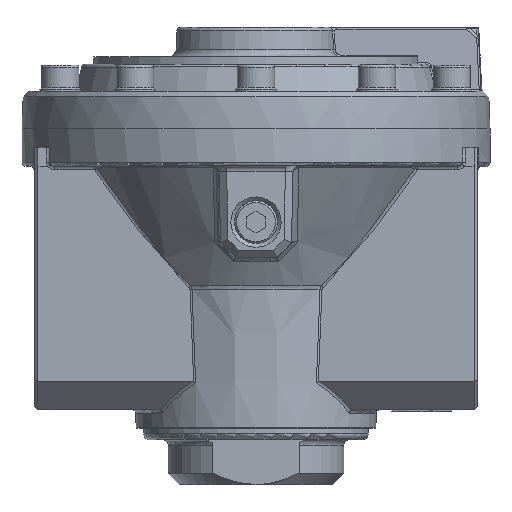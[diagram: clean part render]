
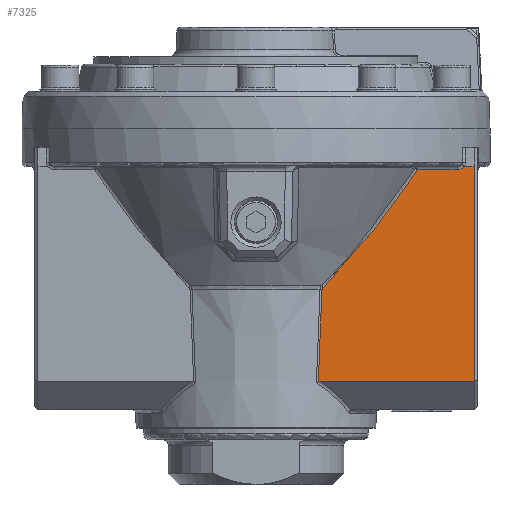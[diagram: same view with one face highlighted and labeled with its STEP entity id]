
A CAD part, top view. The second image highlights one B-rep face of the part: STEP entity #7325.
In plain terms, the highlighted planar face has unit normal (0, -0.018, 1).
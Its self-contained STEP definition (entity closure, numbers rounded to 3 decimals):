
#231=B_SPLINE_CURVE_WITH_KNOTS('',3,(#12936,#12937,#12938,#12939),
 .UNSPECIFIED.,.F.,.F.,(4,4),(1.324,3.775),
 .UNSPECIFIED.);
#234=B_SPLINE_CURVE_WITH_KNOTS('',3,(#12967,#12968,#12969,#12970),
 .UNSPECIFIED.,.F.,.F.,(4,4),(1.315,1.324),
 .UNSPECIFIED.);
#239=B_SPLINE_CURVE_WITH_KNOTS('',3,(#13045,#13046,#13047,#13048,#13049,
#13050),.UNSPECIFIED.,.F.,.F.,(4,2,4),(0.,0.044,0.054),
 .UNSPECIFIED.);
#256=B_SPLINE_CURVE_WITH_KNOTS('',3,(#13341,#13342,#13343,#13344,#13345),
 .UNSPECIFIED.,.F.,.F.,(4,1,4),(0.,0.036,0.084),
 .UNSPECIFIED.);
#258=B_SPLINE_CURVE_WITH_KNOTS('',3,(#13397,#13398,#13399,#13400,#13401,
#13402,#13403,#13404),.UNSPECIFIED.,.F.,.F.,(4,1,1,1,1,4),(0.,0.575,
1.151,2.301,3.452,4.027),
 .UNSPECIFIED.);
#262=B_SPLINE_CURVE_WITH_KNOTS('',3,(#13472,#13473,#13474,#13475,#13476,
#13477,#13478),.UNSPECIFIED.,.F.,.F.,(4,3,4),(0.372,0.373,
0.375),.UNSPECIFIED.);
#264=B_SPLINE_CURVE_WITH_KNOTS('',3,(#13520,#13521,#13522,#13523,#13524),
 .UNSPECIFIED.,.F.,.F.,(4,1,4),(0.,0.131,
0.228),.UNSPECIFIED.);
#265=B_SPLINE_CURVE_WITH_KNOTS('',3,(#13525,#13526,#13527,#13528),
 .UNSPECIFIED.,.F.,.F.,(4,4),(-0.228,-0.228),
 .UNSPECIFIED.);
#544=PLANE('',#7965);
#960=FACE_OUTER_BOUND('',#1393,.T.);
#1393=EDGE_LOOP('',(#6219,#6220,#6221,#6222,#6223,#6224,#6225,#6226,#6227,
#6228,#6229,#6230));
#1802=LINE('',#13482,#2316);
#1846=LINE('',#15332,#2360);
#1874=LINE('',#15388,#2388);
#1875=LINE('',#15390,#2389);
#2316=VECTOR('',#9252,10.);
#2360=VECTOR('',#9486,10.);
#2388=VECTOR('',#9522,10.);
#2389=VECTOR('',#9525,10.);
#3234=VERTEX_POINT('',#12934);
#3235=VERTEX_POINT('',#12935);
#3238=VERTEX_POINT('',#12947);
#3242=VERTEX_POINT('',#13039);
#3258=VERTEX_POINT('',#13333);
#3260=VERTEX_POINT('',#13386);
#3262=VERTEX_POINT('',#13427);
#3266=VERTEX_POINT('',#13440);
#3267=VERTEX_POINT('',#13481);
#3268=VERTEX_POINT('',#13519);
#3388=VERTEX_POINT('',#15324);
#3390=VERTEX_POINT('',#15330);
#4118=EDGE_CURVE('',#3234,#3235,#231,.T.);
#4122=EDGE_CURVE('',#3238,#3234,#234,.T.);
#4127=EDGE_CURVE('',#3242,#3238,#239,.T.);
#4151=EDGE_CURVE('',#3235,#3258,#256,.T.);
#4154=EDGE_CURVE('',#3258,#3260,#258,.T.);
#4160=EDGE_CURVE('',#3266,#3262,#262,.T.);
#4162=EDGE_CURVE('',#3260,#3267,#1802,.T.);
#4165=EDGE_CURVE('',#3267,#3268,#264,.T.);
#4166=EDGE_CURVE('',#3266,#3268,#265,.T.);
#4367=EDGE_CURVE('',#3390,#3388,#1846,.T.);
#4395=EDGE_CURVE('',#3388,#3242,#1874,.T.);
#4396=EDGE_CURVE('',#3390,#3262,#1875,.T.);
#6219=ORIENTED_EDGE('',*,*,#4118,.F.);
#6220=ORIENTED_EDGE('',*,*,#4122,.F.);
#6221=ORIENTED_EDGE('',*,*,#4127,.F.);
#6222=ORIENTED_EDGE('',*,*,#4395,.F.);
#6223=ORIENTED_EDGE('',*,*,#4367,.F.);
#6224=ORIENTED_EDGE('',*,*,#4396,.T.);
#6225=ORIENTED_EDGE('',*,*,#4160,.F.);
#6226=ORIENTED_EDGE('',*,*,#4166,.T.);
#6227=ORIENTED_EDGE('',*,*,#4165,.F.);
#6228=ORIENTED_EDGE('',*,*,#4162,.F.);
#6229=ORIENTED_EDGE('',*,*,#4154,.F.);
#6230=ORIENTED_EDGE('',*,*,#4151,.F.);
#7325=ADVANCED_FACE('',(#960),#544,.T.);
#7965=AXIS2_PLACEMENT_3D('',#15389,#9523,#9524);
#9252=DIRECTION('',(1.,0.,0.));
#9486=DIRECTION('',(0.,-1.,-0.017));
#9522=DIRECTION('',(-1.,0.,0.));
#9523=DIRECTION('center_axis',(0.,-0.017,
1.));
#9524=DIRECTION('ref_axis',(0.,1.,0.017));
#9525=DIRECTION('',(-1.,0.,0.));
#12934=CARTESIAN_POINT('',(16.65,-24.004,27.996));
#12935=CARTESIAN_POINT('',(17.611,0.483,28.424));
#12936=CARTESIAN_POINT('Ctrl Pts',(16.65,-24.004,27.996));
#12937=CARTESIAN_POINT('Ctrl Pts',(16.974,-15.842,28.139));
#12938=CARTESIAN_POINT('Ctrl Pts',(17.294,-7.68,28.281));
#12939=CARTESIAN_POINT('Ctrl Pts',(17.611,0.483,28.424));
#12947=CARTESIAN_POINT('',(16.646,-24.094,27.995));
#12967=CARTESIAN_POINT('Ctrl Pts',(16.646,-24.094,27.995));
#12968=CARTESIAN_POINT('Ctrl Pts',(16.647,-24.064,27.995));
#12969=CARTESIAN_POINT('Ctrl Pts',(16.649,-24.034,27.996));
#12970=CARTESIAN_POINT('Ctrl Pts',(16.65,-24.004,27.996));
#13039=CARTESIAN_POINT('',(17.103,-24.004,27.996));
#13045=CARTESIAN_POINT('Ctrl Pts',(17.103,-24.004,27.996));
#13046=CARTESIAN_POINT('Ctrl Pts',(16.954,-24.004,27.996));
#13047=CARTESIAN_POINT('Ctrl Pts',(16.823,-24.024,27.996));
#13048=CARTESIAN_POINT('Ctrl Pts',(16.69,-24.074,27.995));
#13049=CARTESIAN_POINT('Ctrl Pts',(16.668,-24.083,27.995));
#13050=CARTESIAN_POINT('Ctrl Pts',(16.646,-24.094,27.995));
#13333=CARTESIAN_POINT('',(17.99,1.203,28.436));
#13341=CARTESIAN_POINT('Ctrl Pts',(17.611,0.483,28.424));
#13342=CARTESIAN_POINT('Ctrl Pts',(17.616,0.602,28.426));
#13343=CARTESIAN_POINT('Ctrl Pts',(17.693,0.876,28.431));
#13344=CARTESIAN_POINT('Ctrl Pts',(17.873,1.095,28.434));
#13345=CARTESIAN_POINT('Ctrl Pts',(17.99,1.203,28.436));
#13386=CARTESIAN_POINT('',(43.19,32.517,28.983));
#13397=CARTESIAN_POINT('Ctrl Pts',(17.99,1.203,28.436));
#13398=CARTESIAN_POINT('Ctrl Pts',(19.396,2.507,28.459));
#13399=CARTESIAN_POINT('Ctrl Pts',(22.101,5.229,28.507));
#13400=CARTESIAN_POINT('Ctrl Pts',(27.201,10.96,28.607));
#13401=CARTESIAN_POINT('Ctrl Pts',(33.163,18.474,28.738));
#13402=CARTESIAN_POINT('Ctrl Pts',(38.806,26.224,28.873));
#13403=CARTESIAN_POINT('Ctrl Pts',(42.101,30.94,28.955));
#13404=CARTESIAN_POINT('Ctrl Pts',(43.19,32.517,28.983));
#13427=CARTESIAN_POINT('',(55.662,33.5,29.));
#13440=CARTESIAN_POINT('',(55.653,33.503,29.));
#13472=CARTESIAN_POINT('Ctrl Pts',(55.653,33.503,29.));
#13473=CARTESIAN_POINT('Ctrl Pts',(55.653,33.502,29.));
#13474=CARTESIAN_POINT('Ctrl Pts',(55.655,33.502,29.));
#13475=CARTESIAN_POINT('Ctrl Pts',(55.656,33.501,29.));
#13476=CARTESIAN_POINT('Ctrl Pts',(55.658,33.5,29.));
#13477=CARTESIAN_POINT('Ctrl Pts',(55.66,33.5,29.));
#13478=CARTESIAN_POINT('Ctrl Pts',(55.662,33.5,29.));
#13481=CARTESIAN_POINT('',(53.696,32.517,28.983));
#13482=CARTESIAN_POINT('',(0.856,32.517,28.983));
#13519=CARTESIAN_POINT('',(55.651,33.5,29.));
#13520=CARTESIAN_POINT('Ctrl Pts',(53.696,32.517,28.983));
#13521=CARTESIAN_POINT('Ctrl Pts',(54.132,32.517,28.983));
#13522=CARTESIAN_POINT('Ctrl Pts',(54.894,32.708,28.986));
#13523=CARTESIAN_POINT('Ctrl Pts',(55.472,33.23,28.995));
#13524=CARTESIAN_POINT('Ctrl Pts',(55.651,33.5,29.));
#13525=CARTESIAN_POINT('Ctrl Pts',(55.653,33.503,29.));
#13526=CARTESIAN_POINT('Ctrl Pts',(55.652,33.502,29.));
#13527=CARTESIAN_POINT('Ctrl Pts',(55.651,33.501,29.));
#13528=CARTESIAN_POINT('Ctrl Pts',(55.651,33.5,29.));
#15324=CARTESIAN_POINT('',(58.25,-24.004,27.996));
#15330=CARTESIAN_POINT('',(58.25,33.5,29.));
#15332=CARTESIAN_POINT('',(58.25,-10.955,28.224));
#15388=CARTESIAN_POINT('',(59.25,-24.004,27.996));
#15389=CARTESIAN_POINT('Origin',(59.25,-24.004,27.996));
#15390=CARTESIAN_POINT('',(59.25,33.5,29.));
